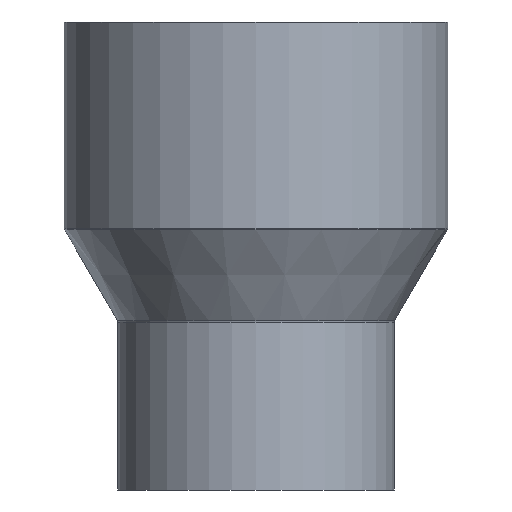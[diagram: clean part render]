
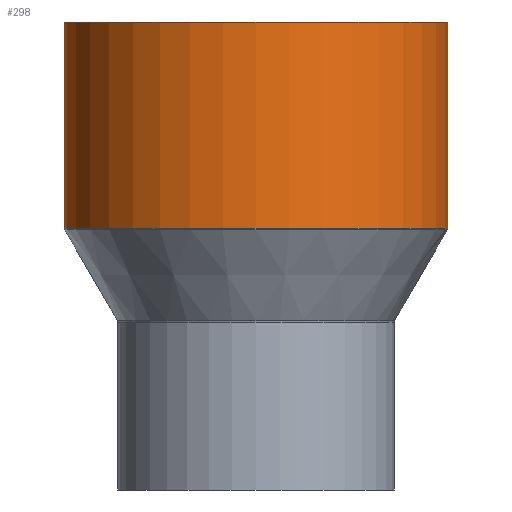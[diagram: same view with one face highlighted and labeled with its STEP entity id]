
A CAD part, front view. The second image highlights one B-rep face of the part: STEP entity #298.
In plain terms, the highlighted cylindrical face has radius 125 mm (diameter 250 mm), a partial arc.
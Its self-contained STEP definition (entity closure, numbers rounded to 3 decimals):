
#6 = LINE ( 'NONE', #567, #72 ) ;
#9 = AXIS2_PLACEMENT_3D ( 'NONE', #293, #652, #498 ) ;
#28 = CIRCLE ( 'NONE', #318, 125. ) ;
#36 = CARTESIAN_POINT ( 'NONE',  ( 0., 0., 27.026 ) ) ;
#60 = DIRECTION ( 'NONE',  ( -1., 0., 0. ) ) ;
#64 = CIRCLE ( 'NONE', #381, 125. ) ;
#72 = VECTOR ( 'NONE', #410, 1000. ) ;
#117 = LINE ( 'NONE', #311, #267 ) ;
#119 = DIRECTION ( 'NONE',  ( 0., 0., -1. ) ) ;
#134 = ORIENTED_EDGE ( 'NONE', *, *, #572, .T. ) ;
#165 = CARTESIAN_POINT ( 'NONE',  ( 0., 0., 161.486 ) ) ;
#173 = CARTESIAN_POINT ( 'NONE',  ( 125., 0., 161.486 ) ) ;
#185 = ORIENTED_EDGE ( 'NONE', *, *, #485, .F. ) ;
#193 = CYLINDRICAL_SURFACE ( 'NONE', #9, 125. ) ;
#206 = VERTEX_POINT ( 'NONE', #281 ) ;
#239 = ORIENTED_EDGE ( 'NONE', *, *, #416, .T. ) ;
#248 = CARTESIAN_POINT ( 'NONE',  ( -125., 0., 27.026 ) ) ;
#249 = VERTEX_POINT ( 'NONE', #248 ) ;
#267 = VECTOR ( 'NONE', #621, 1000. ) ;
#281 = CARTESIAN_POINT ( 'NONE',  ( -125., 0., 161.486 ) ) ;
#293 = CARTESIAN_POINT ( 'NONE',  ( 0., 0., -16.533 ) ) ;
#298 = ADVANCED_FACE ( 'NONE', ( #556 ), #193, .T. ) ;
#302 = EDGE_LOOP ( 'NONE', ( #185, #239, #134, #509 ) ) ;
#311 = CARTESIAN_POINT ( 'NONE',  ( 125., 0., -16.533 ) ) ;
#318 = AXIS2_PLACEMENT_3D ( 'NONE', #36, #335, #440 ) ;
#335 = DIRECTION ( 'NONE',  ( 0., 0., -1. ) ) ;
#381 = AXIS2_PLACEMENT_3D ( 'NONE', #165, #119, #60 ) ;
#410 = DIRECTION ( 'NONE',  ( 0., 0., -1. ) ) ;
#411 = VERTEX_POINT ( 'NONE', #518 ) ;
#416 = EDGE_CURVE ( 'NONE', #606, #206, #64, .T. ) ;
#440 = DIRECTION ( 'NONE',  ( -1., 0., 0. ) ) ;
#485 = EDGE_CURVE ( 'NONE', #606, #411, #117, .T. ) ;
#498 = DIRECTION ( 'NONE',  ( -1., 0., 0. ) ) ;
#509 = ORIENTED_EDGE ( 'NONE', *, *, #574, .F. ) ;
#518 = CARTESIAN_POINT ( 'NONE',  ( 125., 0., 27.026 ) ) ;
#556 = FACE_OUTER_BOUND ( 'NONE', #302, .T. ) ;
#567 = CARTESIAN_POINT ( 'NONE',  ( -125., 0., -16.533 ) ) ;
#572 = EDGE_CURVE ( 'NONE', #206, #249, #6, .T. ) ;
#574 = EDGE_CURVE ( 'NONE', #411, #249, #28, .T. ) ;
#606 = VERTEX_POINT ( 'NONE', #173 ) ;
#621 = DIRECTION ( 'NONE',  ( 0., 0., -1. ) ) ;
#652 = DIRECTION ( 'NONE',  ( 0., 0., -1. ) ) ;
